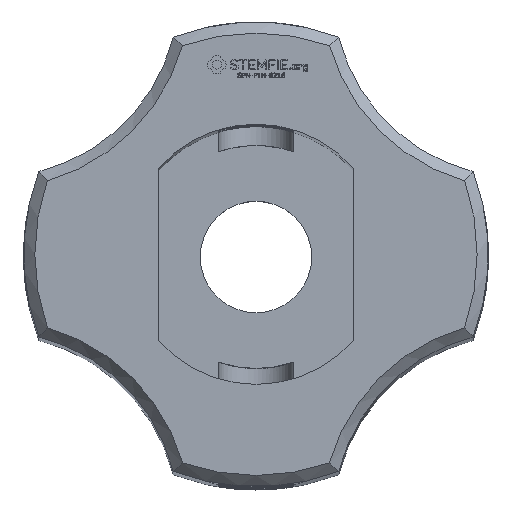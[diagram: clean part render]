
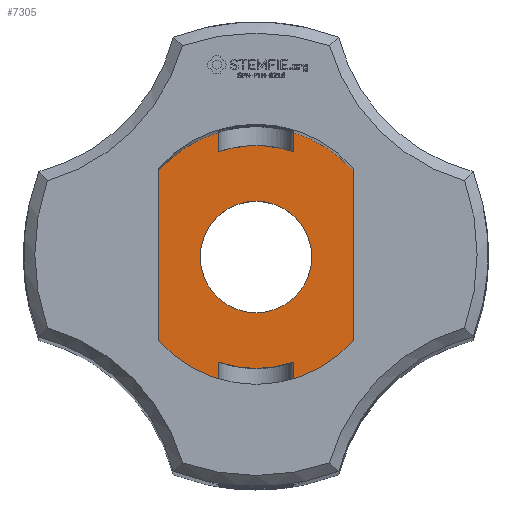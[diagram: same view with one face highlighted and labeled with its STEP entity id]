
A CAD part, top view. The second image highlights one B-rep face of the part: STEP entity #7305.
In plain terms, the highlighted planar face has unit normal (0, 0, 1).
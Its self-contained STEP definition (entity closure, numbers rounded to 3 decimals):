
#1630 = VERTEX_POINT('',#1631);
#1631 = CARTESIAN_POINT('',(2.829,0.998,11.));
#1645 = EDGE_CURVE('',#1646,#1630,#1648,.T.);
#1646 = VERTEX_POINT('',#1647);
#1647 = CARTESIAN_POINT('',(2.625,0.998,11.));
#1648 = LINE('',#1649,#1650);
#1649 = CARTESIAN_POINT('',(56.549,0.998,11.));
#1650 = VECTOR('',#1651,1.);
#1651 = DIRECTION('',(1.,0.,0.));
#1654 = VERTEX_POINT('',#1655);
#1655 = CARTESIAN_POINT('',(2.625,-0.998,11.));
#1662 = EDGE_CURVE('',#1654,#1663,#1665,.T.);
#1663 = VERTEX_POINT('',#1664);
#1664 = CARTESIAN_POINT('',(2.829,-0.998,11.));
#1665 = LINE('',#1666,#1667);
#1666 = CARTESIAN_POINT('',(56.549,-0.998,11.));
#1667 = VECTOR('',#1668,1.);
#1668 = DIRECTION('',(1.,0.,0.));
#7215 = EDGE_CURVE('',#7216,#1646,#7218,.T.);
#7216 = VERTEX_POINT('',#7217);
#7217 = CARTESIAN_POINT('',(2.625,2.315,11.));
#7218 = LINE('',#7219,#7220);
#7219 = CARTESIAN_POINT('',(2.625,2.315,11.));
#7220 = VECTOR('',#7221,1.);
#7221 = DIRECTION('',(0.,-1.,0.));
#7231 = VERTEX_POINT('',#7232);
#7232 = CARTESIAN_POINT('',(2.625,-2.315,11.));
#7238 = EDGE_CURVE('',#1654,#7231,#7239,.T.);
#7239 = LINE('',#7240,#7241);
#7240 = CARTESIAN_POINT('',(2.625,2.315,11.));
#7241 = VECTOR('',#7242,1.);
#7242 = DIRECTION('',(0.,-1.,0.));
#7292 = EDGE_CURVE('',#1630,#1663,#7293,.T.);
#7293 = CIRCLE('',#7294,3.);
#7294 = AXIS2_PLACEMENT_3D('',#7295,#7296,#7297);
#7295 = CARTESIAN_POINT('',(0.,0.,11.));
#7296 = DIRECTION('',(0.,0.,-1.));
#7297 = DIRECTION('',(0.,1.,0.));
#7305 = ADVANCED_FACE('',(#7306,#7447),#7458,.T.);
#7306 = FACE_BOUND('',#7307,.T.);
#7307 = EDGE_LOOP('',(#7308,#7309,#7310,#7311,#7312,#7321,#7329,#7338,
    #7347,#7355,#7364,#7372,#7380,#7389,#7397,#7405,#7414,#7422,#7431,
    #7439,#7446));
#7308 = ORIENTED_EDGE('',*,*,#1662,.T.);
#7309 = ORIENTED_EDGE('',*,*,#7292,.F.);
#7310 = ORIENTED_EDGE('',*,*,#1645,.F.);
#7311 = ORIENTED_EDGE('',*,*,#7215,.F.);
#7312 = ORIENTED_EDGE('',*,*,#7313,.T.);
#7313 = EDGE_CURVE('',#7216,#7314,#7316,.T.);
#7314 = VERTEX_POINT('',#7315);
#7315 = CARTESIAN_POINT('',(0.998,3.355,11.));
#7316 = CIRCLE('',#7317,3.5);
#7317 = AXIS2_PLACEMENT_3D('',#7318,#7319,#7320);
#7318 = CARTESIAN_POINT('',(0.,0.,11.));
#7319 = DIRECTION('',(0.,0.,1.));
#7320 = DIRECTION('',(1.,0.,0.));
#7321 = ORIENTED_EDGE('',*,*,#7322,.T.);
#7322 = EDGE_CURVE('',#7314,#7323,#7325,.T.);
#7323 = VERTEX_POINT('',#7324);
#7324 = CARTESIAN_POINT('',(0.998,2.829,11.));
#7325 = LINE('',#7326,#7327);
#7326 = CARTESIAN_POINT('',(0.998,-56.549,11.));
#7327 = VECTOR('',#7328,1.);
#7328 = DIRECTION('',(0.,-1.,0.));
#7329 = ORIENTED_EDGE('',*,*,#7330,.F.);
#7330 = EDGE_CURVE('',#7331,#7323,#7333,.T.);
#7331 = VERTEX_POINT('',#7332);
#7332 = CARTESIAN_POINT('',(0.,3.,11.));
#7333 = CIRCLE('',#7334,3.);
#7334 = AXIS2_PLACEMENT_3D('',#7335,#7336,#7337);
#7335 = CARTESIAN_POINT('',(0.,0.,11.));
#7336 = DIRECTION('',(0.,0.,-1.));
#7337 = DIRECTION('',(0.,1.,0.));
#7338 = ORIENTED_EDGE('',*,*,#7339,.F.);
#7339 = EDGE_CURVE('',#7340,#7331,#7342,.T.);
#7340 = VERTEX_POINT('',#7341);
#7341 = CARTESIAN_POINT('',(-0.998,2.829,11.));
#7342 = CIRCLE('',#7343,3.);
#7343 = AXIS2_PLACEMENT_3D('',#7344,#7345,#7346);
#7344 = CARTESIAN_POINT('',(0.,0.,11.));
#7345 = DIRECTION('',(0.,0.,-1.));
#7346 = DIRECTION('',(0.,1.,0.));
#7347 = ORIENTED_EDGE('',*,*,#7348,.F.);
#7348 = EDGE_CURVE('',#7349,#7340,#7351,.T.);
#7349 = VERTEX_POINT('',#7350);
#7350 = CARTESIAN_POINT('',(-0.998,3.355,11.));
#7351 = LINE('',#7352,#7353);
#7352 = CARTESIAN_POINT('',(-0.998,-56.549,11.));
#7353 = VECTOR('',#7354,1.);
#7354 = DIRECTION('',(0.,-1.,0.));
#7355 = ORIENTED_EDGE('',*,*,#7356,.T.);
#7356 = EDGE_CURVE('',#7349,#7357,#7359,.T.);
#7357 = VERTEX_POINT('',#7358);
#7358 = CARTESIAN_POINT('',(-2.625,2.315,11.));
#7359 = CIRCLE('',#7360,3.5);
#7360 = AXIS2_PLACEMENT_3D('',#7361,#7362,#7363);
#7361 = CARTESIAN_POINT('',(0.,0.,11.));
#7362 = DIRECTION('',(0.,0.,1.));
#7363 = DIRECTION('',(1.,0.,0.));
#7364 = ORIENTED_EDGE('',*,*,#7365,.T.);
#7365 = EDGE_CURVE('',#7357,#7366,#7368,.T.);
#7366 = VERTEX_POINT('',#7367);
#7367 = CARTESIAN_POINT('',(-2.625,0.998,11.));
#7368 = LINE('',#7369,#7370);
#7369 = CARTESIAN_POINT('',(-2.625,2.315,11.));
#7370 = VECTOR('',#7371,1.);
#7371 = DIRECTION('',(0.,-1.,0.));
#7372 = ORIENTED_EDGE('',*,*,#7373,.F.);
#7373 = EDGE_CURVE('',#7374,#7366,#7376,.T.);
#7374 = VERTEX_POINT('',#7375);
#7375 = CARTESIAN_POINT('',(-2.829,0.998,11.));
#7376 = LINE('',#7377,#7378);
#7377 = CARTESIAN_POINT('',(56.549,0.998,11.));
#7378 = VECTOR('',#7379,1.);
#7379 = DIRECTION('',(1.,0.,0.));
#7380 = ORIENTED_EDGE('',*,*,#7381,.F.);
#7381 = EDGE_CURVE('',#7382,#7374,#7384,.T.);
#7382 = VERTEX_POINT('',#7383);
#7383 = CARTESIAN_POINT('',(-2.829,-0.998,11.));
#7384 = CIRCLE('',#7385,3.);
#7385 = AXIS2_PLACEMENT_3D('',#7386,#7387,#7388);
#7386 = CARTESIAN_POINT('',(0.,0.,11.));
#7387 = DIRECTION('',(0.,0.,-1.));
#7388 = DIRECTION('',(0.,1.,0.));
#7389 = ORIENTED_EDGE('',*,*,#7390,.T.);
#7390 = EDGE_CURVE('',#7382,#7391,#7393,.T.);
#7391 = VERTEX_POINT('',#7392);
#7392 = CARTESIAN_POINT('',(-2.625,-0.998,11.));
#7393 = LINE('',#7394,#7395);
#7394 = CARTESIAN_POINT('',(56.549,-0.998,11.));
#7395 = VECTOR('',#7396,1.);
#7396 = DIRECTION('',(1.,0.,0.));
#7397 = ORIENTED_EDGE('',*,*,#7398,.T.);
#7398 = EDGE_CURVE('',#7391,#7399,#7401,.T.);
#7399 = VERTEX_POINT('',#7400);
#7400 = CARTESIAN_POINT('',(-2.625,-2.315,11.));
#7401 = LINE('',#7402,#7403);
#7402 = CARTESIAN_POINT('',(-2.625,2.315,11.));
#7403 = VECTOR('',#7404,1.);
#7404 = DIRECTION('',(0.,-1.,0.));
#7405 = ORIENTED_EDGE('',*,*,#7406,.T.);
#7406 = EDGE_CURVE('',#7399,#7407,#7409,.T.);
#7407 = VERTEX_POINT('',#7408);
#7408 = CARTESIAN_POINT('',(-0.998,-3.355,11.));
#7409 = CIRCLE('',#7410,3.5);
#7410 = AXIS2_PLACEMENT_3D('',#7411,#7412,#7413);
#7411 = CARTESIAN_POINT('',(0.,0.,11.));
#7412 = DIRECTION('',(0.,0.,1.));
#7413 = DIRECTION('',(1.,0.,0.));
#7414 = ORIENTED_EDGE('',*,*,#7415,.F.);
#7415 = EDGE_CURVE('',#7416,#7407,#7418,.T.);
#7416 = VERTEX_POINT('',#7417);
#7417 = CARTESIAN_POINT('',(-0.998,-2.829,11.));
#7418 = LINE('',#7419,#7420);
#7419 = CARTESIAN_POINT('',(-0.998,-56.549,11.));
#7420 = VECTOR('',#7421,1.);
#7421 = DIRECTION('',(0.,-1.,0.));
#7422 = ORIENTED_EDGE('',*,*,#7423,.F.);
#7423 = EDGE_CURVE('',#7424,#7416,#7426,.T.);
#7424 = VERTEX_POINT('',#7425);
#7425 = CARTESIAN_POINT('',(0.998,-2.829,11.));
#7426 = CIRCLE('',#7427,3.);
#7427 = AXIS2_PLACEMENT_3D('',#7428,#7429,#7430);
#7428 = CARTESIAN_POINT('',(0.,0.,11.));
#7429 = DIRECTION('',(0.,0.,-1.));
#7430 = DIRECTION('',(0.,1.,0.));
#7431 = ORIENTED_EDGE('',*,*,#7432,.T.);
#7432 = EDGE_CURVE('',#7424,#7433,#7435,.T.);
#7433 = VERTEX_POINT('',#7434);
#7434 = CARTESIAN_POINT('',(0.998,-3.355,11.));
#7435 = LINE('',#7436,#7437);
#7436 = CARTESIAN_POINT('',(0.998,-56.549,11.));
#7437 = VECTOR('',#7438,1.);
#7438 = DIRECTION('',(0.,-1.,0.));
#7439 = ORIENTED_EDGE('',*,*,#7440,.T.);
#7440 = EDGE_CURVE('',#7433,#7231,#7441,.T.);
#7441 = CIRCLE('',#7442,3.5);
#7442 = AXIS2_PLACEMENT_3D('',#7443,#7444,#7445);
#7443 = CARTESIAN_POINT('',(0.,0.,11.));
#7444 = DIRECTION('',(0.,0.,1.));
#7445 = DIRECTION('',(1.,0.,0.));
#7446 = ORIENTED_EDGE('',*,*,#7238,.F.);
#7447 = FACE_BOUND('',#7448,.T.);
#7448 = EDGE_LOOP('',(#7449));
#7449 = ORIENTED_EDGE('',*,*,#7450,.T.);
#7450 = EDGE_CURVE('',#7451,#7451,#7453,.T.);
#7451 = VERTEX_POINT('',#7452);
#7452 = CARTESIAN_POINT('',(0.,1.5,11.));
#7453 = CIRCLE('',#7454,1.5);
#7454 = AXIS2_PLACEMENT_3D('',#7455,#7456,#7457);
#7455 = CARTESIAN_POINT('',(0.,0.,11.));
#7456 = DIRECTION('',(0.,0.,-1.));
#7457 = DIRECTION('',(0.,1.,0.));
#7458 = PLANE('',#7459);
#7459 = AXIS2_PLACEMENT_3D('',#7460,#7461,#7462);
#7460 = CARTESIAN_POINT('',(0.,0.001,11.)
  );
#7461 = DIRECTION('',(0.,0.,1.));
#7462 = DIRECTION('',(0.,1.,0.));
